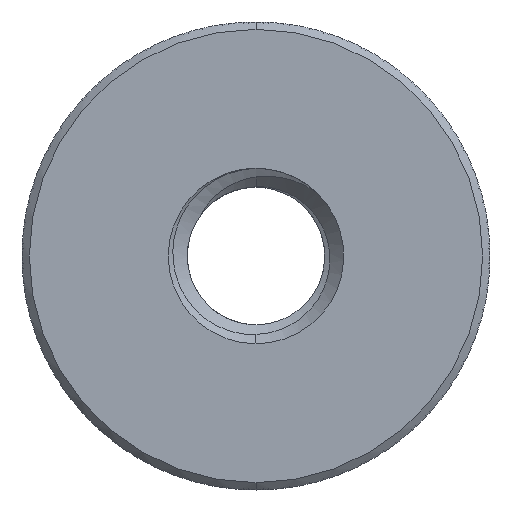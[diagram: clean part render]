
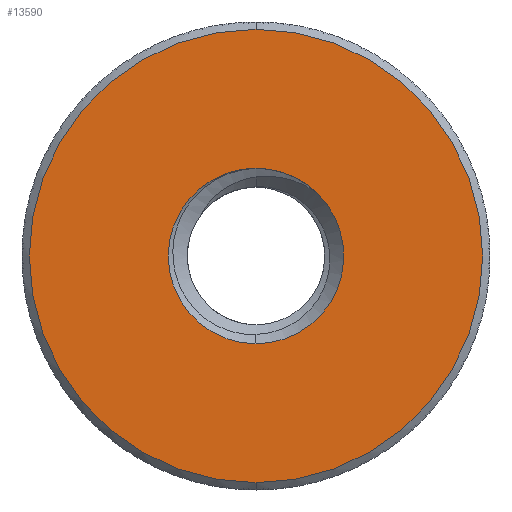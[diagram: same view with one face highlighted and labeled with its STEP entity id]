
A CAD part, front view. The second image highlights one B-rep face of the part: STEP entity #13590.
In plain terms, the highlighted planar face has unit normal (0, -1, 0).
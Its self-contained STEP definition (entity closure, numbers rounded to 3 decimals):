
#762 = DIRECTION ( 'NONE',  ( 0., 1., 0. ) ) ;
#1410 = CARTESIAN_POINT ( 'NONE',  ( 0., 0., -1.5 ) ) ;
#1719 = CARTESIAN_POINT ( 'NONE',  ( 0., 0., 0. ) ) ;
#1762 = ORIENTED_EDGE ( 'NONE', *, *, #2872, .T. ) ;
#1769 = DIRECTION ( 'NONE',  ( 0., 0., 1. ) ) ;
#1870 = CARTESIAN_POINT ( 'NONE',  ( 0., 0., 1.5 ) ) ;
#2673 = EDGE_CURVE ( 'NONE', #5981, #7421, #5536, .T. ) ;
#2741 = VERTEX_POINT ( 'NONE', #1870 ) ;
#2872 = EDGE_CURVE ( 'NONE', #2741, #5981, #9907, .T. ) ;
#3011 = AXIS2_PLACEMENT_3D ( 'NONE', #5189, #11320, #11210 ) ;
#3095 = CARTESIAN_POINT ( 'NONE',  ( 1.051, 0., 1.07 ) ) ;
#3404 = FACE_BOUND ( 'NONE', #11019, .T. ) ;
#3712 = AXIS2_PLACEMENT_3D ( 'NONE', #5319, #7776, #14979 ) ;
#4527 = CARTESIAN_POINT ( 'NONE',  ( 0., 0., 0. ) ) ;
#4566 = CARTESIAN_POINT ( 'NONE',  ( 0., 0., 3.875 ) ) ;
#4664 = EDGE_LOOP ( 'NONE', ( #11260, #13487 ) ) ;
#5189 = CARTESIAN_POINT ( 'NONE',  ( -4., 0., 0. ) ) ;
#5319 = CARTESIAN_POINT ( 'NONE',  ( 0., 0., 0. ) ) ;
#5471 = DIRECTION ( 'NONE',  ( 0., 0., 1. ) ) ;
#5536 = CIRCLE ( 'NONE', #3712, 1.5 ) ;
#5891 = DIRECTION ( 'NONE',  ( 0., 0., 1. ) ) ;
#5981 = VERTEX_POINT ( 'NONE', #3095 ) ;
#5999 = DIRECTION ( 'NONE',  ( 0., 0., 1. ) ) ;
#6026 = FACE_OUTER_BOUND ( 'NONE', #4664, .T. ) ;
#6387 = CIRCLE ( 'NONE', #13420, 3.875 ) ;
#6715 = CARTESIAN_POINT ( 'NONE',  ( 0., 0., 0. ) ) ;
#7183 = EDGE_CURVE ( 'NONE', #14392, #12886, #12821, .T. ) ;
#7421 = VERTEX_POINT ( 'NONE', #1410 ) ;
#7776 = DIRECTION ( 'NONE',  ( 0., 1., 0. ) ) ;
#8025 = CIRCLE ( 'NONE', #15378, 1.5 ) ;
#8852 = PLANE ( 'NONE',  #3011 ) ;
#8979 = DIRECTION ( 'NONE',  ( 0., -1., 0. ) ) ;
#9506 = EDGE_CURVE ( 'NONE', #7421, #2741, #8025, .T. ) ;
#9517 = CARTESIAN_POINT ( 'NONE',  ( 0., 0., -3.875 ) ) ;
#9541 = DIRECTION ( 'NONE',  ( 0., -1., 0. ) ) ;
#9907 = CIRCLE ( 'NONE', #12097, 1.5 ) ;
#11019 = EDGE_LOOP ( 'NONE', ( #1762, #11083, #12090 ) ) ;
#11083 = ORIENTED_EDGE ( 'NONE', *, *, #2673, .T. ) ;
#11210 = DIRECTION ( 'NONE',  ( 0., 0., 1. ) ) ;
#11260 = ORIENTED_EDGE ( 'NONE', *, *, #7183, .T. ) ;
#11320 = DIRECTION ( 'NONE',  ( 0., 1., 0. ) ) ;
#11717 = AXIS2_PLACEMENT_3D ( 'NONE', #1719, #8979, #1769 ) ;
#12090 = ORIENTED_EDGE ( 'NONE', *, *, #9506, .T. ) ;
#12097 = AXIS2_PLACEMENT_3D ( 'NONE', #13246, #15471, #5999 ) ;
#12821 = CIRCLE ( 'NONE', #11717, 3.875 ) ;
#12886 = VERTEX_POINT ( 'NONE', #9517 ) ;
#13246 = CARTESIAN_POINT ( 'NONE',  ( 0., 0., 0. ) ) ;
#13420 = AXIS2_PLACEMENT_3D ( 'NONE', #4527, #9541, #5891 ) ;
#13487 = ORIENTED_EDGE ( 'NONE', *, *, #14349, .T. ) ;
#13590 = ADVANCED_FACE ( 'NONE', ( #6026, #3404 ), #8852, .F. ) ;
#14349 = EDGE_CURVE ( 'NONE', #12886, #14392, #6387, .T. ) ;
#14392 = VERTEX_POINT ( 'NONE', #4566 ) ;
#14979 = DIRECTION ( 'NONE',  ( 0., 0., 1. ) ) ;
#15378 = AXIS2_PLACEMENT_3D ( 'NONE', #6715, #762, #5471 ) ;
#15471 = DIRECTION ( 'NONE',  ( 0., 1., 0. ) ) ;
